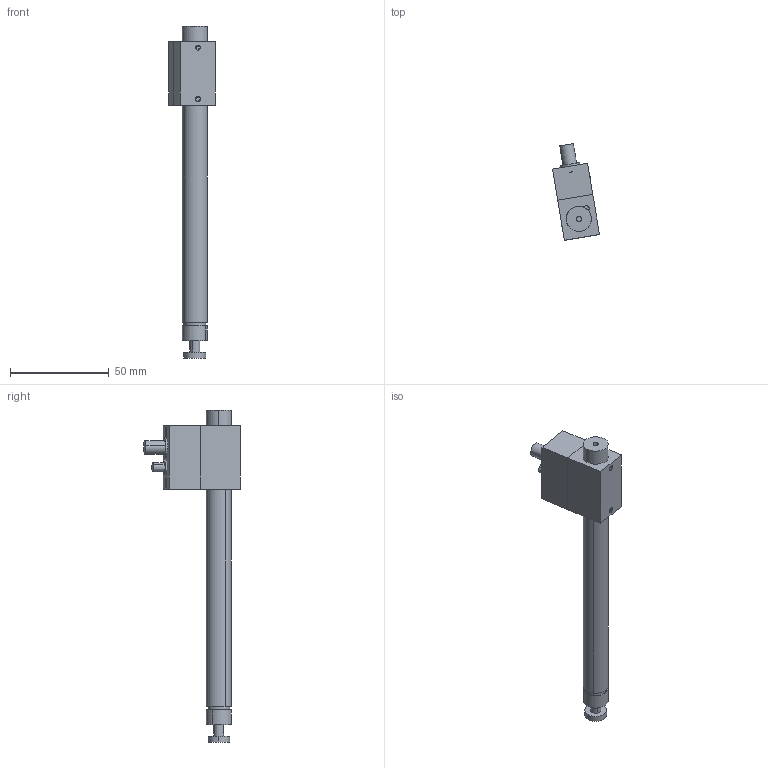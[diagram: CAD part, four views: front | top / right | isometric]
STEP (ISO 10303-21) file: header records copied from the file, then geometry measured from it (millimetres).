
FILE_DESCRIPTION (( 'STEP AP214' ), '1' );
FILE_NAME ('12773-E0W.step', '2007-11-13T06:07:48', ( ' ' ), ( ' ' ), 'SwSTEP 2.0', 'SolidWorks 2007', '' );
FILE_SCHEMA (( 'AUTOMOTIVE_DESIGN' ));
Length unit declared in the file: inch
Products named in the file (1): 12773-E0W
Bounding box: 23.75 x 48.91 x 168 mm (x, y, z)
Surface area: 13416.8 mm2 (no closed solid volume)
Topology: 0 solids, 21 shells, 134 faces, 545 edges, 426 vertices
Faces by surface type: plane 83, cylinder 38, cone 10, bspline 3
Entity records: 8990 total; most frequent: CARTESIAN_POINT 2934, DIRECTION 815, ORIENTED_EDGE 765, EDGE_CURVE 541, VERTEX_POINT 426, VECTOR 321, LINE 321, AXIS2_PLACEMENT_3D 247
